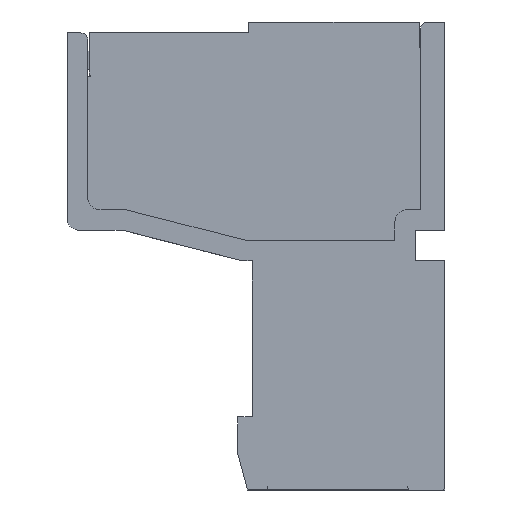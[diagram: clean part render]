
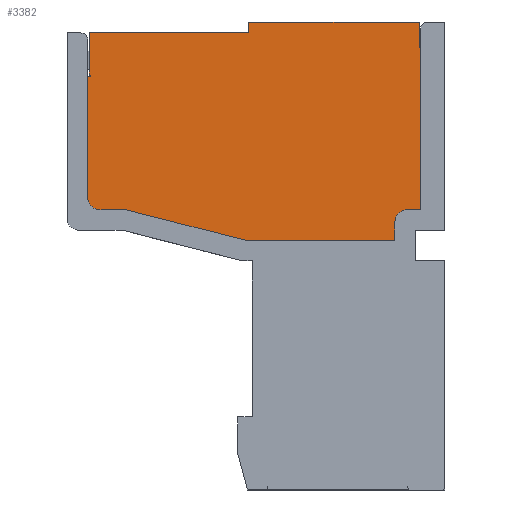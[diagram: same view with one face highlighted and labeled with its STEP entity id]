
A CAD part, left-side view. The second image highlights one B-rep face of the part: STEP entity #3382.
In plain terms, the highlighted planar face has unit normal (-1, 0, 0).
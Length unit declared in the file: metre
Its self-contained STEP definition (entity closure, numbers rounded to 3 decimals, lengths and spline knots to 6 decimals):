
#3382=ADVANCED_FACE('',(#7023),#7024,.F.);
#7023=FACE_OUTER_BOUND('',#10986,.T.);
#7024=PLANE('',#10987);
#10986=EDGE_LOOP('',(#20545,#20546,#20547,#20548,#20549,#20550,#20551,#20552,#20553,#20554,#20555,#20556,#20557,#20558,#20559,#20560,#20561));
#10987=AXIS2_PLACEMENT_3D('',#20562,#20563,#20564);
#20545=ORIENTED_EDGE('',*,*,#26715,.F.);
#20546=ORIENTED_EDGE('',*,*,#26792,.F.);
#20547=ORIENTED_EDGE('',*,*,#26795,.T.);
#20548=ORIENTED_EDGE('',*,*,#26779,.F.);
#20549=ORIENTED_EDGE('',*,*,#26796,.F.);
#20550=ORIENTED_EDGE('',*,*,#26732,.T.);
#20551=ORIENTED_EDGE('',*,*,#26797,.F.);
#20552=ORIENTED_EDGE('',*,*,#26798,.F.);
#20553=ORIENTED_EDGE('',*,*,#26799,.T.);
#20554=ORIENTED_EDGE('',*,*,#26800,.F.);
#20555=ORIENTED_EDGE('',*,*,#26801,.T.);
#20556=ORIENTED_EDGE('',*,*,#26802,.T.);
#20557=ORIENTED_EDGE('',*,*,#26803,.T.);
#20558=ORIENTED_EDGE('',*,*,#26804,.F.);
#20559=ORIENTED_EDGE('',*,*,#26783,.F.);
#20560=ORIENTED_EDGE('',*,*,#26790,.F.);
#20561=ORIENTED_EDGE('',*,*,#26744,.F.);
#20562=CARTESIAN_POINT('',(-0.10266,0.0056,0.018));
#20563=DIRECTION('',(1.0,0.0,0.));
#20564=DIRECTION('',(0.0,1.0,0.0));
#26715=EDGE_CURVE('',#33004,#33006,#33007,.T.);
#26732=EDGE_CURVE('',#33029,#33027,#33030,.T.);
#26744=EDGE_CURVE('',#33006,#33046,#33047,.T.);
#26779=EDGE_CURVE('',#33108,#33110,#33111,.T.);
#26783=EDGE_CURVE('',#33114,#33116,#33117,.T.);
#26790=EDGE_CURVE('',#33046,#33114,#33126,.T.);
#26792=EDGE_CURVE('',#33128,#33004,#33129,.T.);
#26795=EDGE_CURVE('',#33128,#33110,#33132,.T.);
#26796=EDGE_CURVE('',#33029,#33108,#33133,.T.);
#26797=EDGE_CURVE('',#33134,#33027,#33135,.T.);
#26798=EDGE_CURVE('',#33136,#33134,#33137,.T.);
#26799=EDGE_CURVE('',#33136,#33138,#33139,.T.);
#26800=EDGE_CURVE('',#33140,#33138,#33141,.T.);
#26801=EDGE_CURVE('',#33140,#33142,#33143,.T.);
#26802=EDGE_CURVE('',#33142,#33144,#33145,.T.);
#26803=EDGE_CURVE('',#33144,#33146,#33147,.T.);
#26804=EDGE_CURVE('',#33116,#33146,#33148,.T.);
#33004=VERTEX_POINT('',#42026);
#33006=VERTEX_POINT('',#42029);
#33007=LINE('',#42030,#42031);
#33027=VERTEX_POINT('',#42061);
#33029=VERTEX_POINT('',#42064);
#33030=LINE('',#42065,#42066);
#33046=VERTEX_POINT('',#42089);
#33047=LINE('',#42090,#42091);
#33108=VERTEX_POINT('',#42175);
#33110=VERTEX_POINT('',#42178);
#33111=LINE('',#42179,#42180);
#33114=VERTEX_POINT('',#42184);
#33116=VERTEX_POINT('',#42187);
#33117=CIRCLE('',#42188,0.0005);
#33126=LINE('',#42201,#42202);
#33128=VERTEX_POINT('',#42204);
#33129=LINE('',#42205,#42206);
#33132=CIRCLE('',#42210,0.0005);
#33133=LINE('',#42211,#42212);
#33134=VERTEX_POINT('',#42213);
#33135=LINE('',#42214,#42215);
#33136=VERTEX_POINT('',#42216);
#33137=LINE('',#42217,#42218);
#33138=VERTEX_POINT('',#42219);
#33139=LINE('',#42220,#42221);
#33140=VERTEX_POINT('',#42222);
#33141=LINE('',#42223,#42224);
#33142=VERTEX_POINT('',#42225);
#33143=LINE('',#42226,#42227);
#33144=VERTEX_POINT('',#42228);
#33145=CIRCLE('',#42229,0.0003);
#33146=VERTEX_POINT('',#42230);
#33147=LINE('',#42231,#42232);
#33148=LINE('',#42233,#42234);
#42026=CARTESIAN_POINT('',(-0.10266,-0.00605,0.01025));
#42029=CARTESIAN_POINT('',(-0.10266,0.000093,0.01025));
#42030=CARTESIAN_POINT('',(-0.10266,0.0074,0.01025));
#42031=VECTOR('',#46525,1.0);
#42061=CARTESIAN_POINT('',(-0.10266,-0.00705,0.01815));
#42064=CARTESIAN_POINT('',(-0.10266,-0.0071,0.01815));
#42065=CARTESIAN_POINT('',(-0.10266,0.006,0.01815));
#42066=VECTOR('',#46537,1.0);
#42089=CARTESIAN_POINT('',(-0.10266,0.004993,0.0115));
#42090=CARTESIAN_POINT('',(-0.10266,0.009097,0.012547));
#42091=VECTOR('',#46545,1.0);
#42175=CARTESIAN_POINT('',(-0.10266,-0.0071,0.0115));
#42178=CARTESIAN_POINT('',(-0.10266,-0.00655,0.0115));
#42179=CARTESIAN_POINT('',(-0.10266,0.0074,0.0115));
#42180=VECTOR('',#46591,1.0);
#42184=CARTESIAN_POINT('',(-0.10266,0.00605,0.0115));
#42187=CARTESIAN_POINT('',(-0.10266,0.00655,0.012));
#42188=AXIS2_PLACEMENT_3D('',#46594,#46595,#46596);
#42201=CARTESIAN_POINT('',(-0.10266,0.0074,0.0115));
#42202=VECTOR('',#46601,1.0);
#42204=CARTESIAN_POINT('',(-0.10266,-0.00605,0.011));
#42205=CARTESIAN_POINT('',(-0.10266,-0.00605,0.0192));
#42206=VECTOR('',#46602,1.0);
#42210=AXIS2_PLACEMENT_3D('',#46604,#46605,#46606);
#42211=CARTESIAN_POINT('',(-0.10266,-0.0071,0.0192));
#42212=VECTOR('',#46607,1.0);
#42213=CARTESIAN_POINT('',(-0.10266,-0.00705,0.0192));
#42214=CARTESIAN_POINT('',(-0.10266,-0.00705,0.0162));
#42215=VECTOR('',#46608,1.0);
#42216=CARTESIAN_POINT('',(-0.10266,-0.00005,0.0192));
#42217=CARTESIAN_POINT('',(-0.10266,-0.0074,0.0192));
#42218=VECTOR('',#46609,1.0);
#42219=CARTESIAN_POINT('',(-0.10266,-0.00005,0.01875));
#42220=CARTESIAN_POINT('',(-0.10266,-0.00005,0.0192));
#42221=VECTOR('',#46610,1.0);
#42222=CARTESIAN_POINT('',(-0.10266,0.0065,0.01875));
#42223=CARTESIAN_POINT('',(-0.10266,-0.0006,0.01875));
#42224=VECTOR('',#46611,1.0);
#42225=CARTESIAN_POINT('',(-0.10266,0.0065,0.01715));
#42226=CARTESIAN_POINT('',(-0.10266,0.0065,0.018));
#42227=VECTOR('',#46612,1.0);
#42228=CARTESIAN_POINT('',(-0.10266,0.006424,0.01695));
#42229=AXIS2_PLACEMENT_3D('',#46613,#46614,#46615);
#42230=CARTESIAN_POINT('',(-0.10266,0.00655,0.01695));
#42231=CARTESIAN_POINT('',(-0.10266,0.0074,0.01695));
#42232=VECTOR('',#46616,1.0);
#42233=CARTESIAN_POINT('',(-0.10266,0.00655,0.0192));
#42234=VECTOR('',#46617,1.0);
#46525=DIRECTION('',(0.0,1.0,0.0));
#46537=DIRECTION('',(0.0,1.0,0.0));
#46545=DIRECTION('',(0.,0.969,0.247));
#46591=DIRECTION('',(0.0,1.0,0.0));
#46594=CARTESIAN_POINT('',(-0.10266,0.00605,0.012));
#46595=DIRECTION('',(1.0,0.0,0.));
#46596=DIRECTION('',(0.,0.0,-1.0));
#46601=DIRECTION('',(0.0,1.0,0.0));
#46602=DIRECTION('',(0.,0.0,-1.0));
#46604=CARTESIAN_POINT('',(-0.10266,-0.00655,0.011));
#46605=DIRECTION('',(1.0,0.0,0.));
#46606=DIRECTION('',(0.,0.0,-1.0));
#46607=DIRECTION('',(0.,0.,-1.0));
#46608=DIRECTION('',(0.,0.0,-1.0));
#46609=DIRECTION('',(0.0,-1.0,-0.0));
#46610=DIRECTION('',(0.,0.0,-1.0));
#46611=DIRECTION('',(0.0,-1.0,-0.0));
#46612=DIRECTION('',(0.,0.0,-1.0));
#46613=CARTESIAN_POINT('',(-0.10266,0.0062,0.01715));
#46614=DIRECTION('',(-1.0,-0.0,0.));
#46615=DIRECTION('',(0.,0.0,-1.0));
#46616=DIRECTION('',(0.0,1.0,0.0));
#46617=DIRECTION('',(0.,0.0,1.0));
